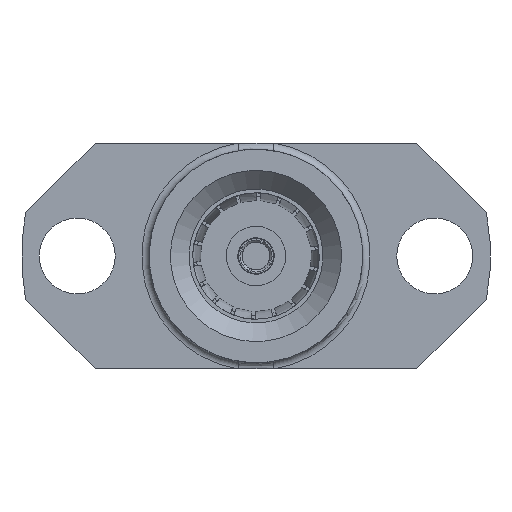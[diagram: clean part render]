
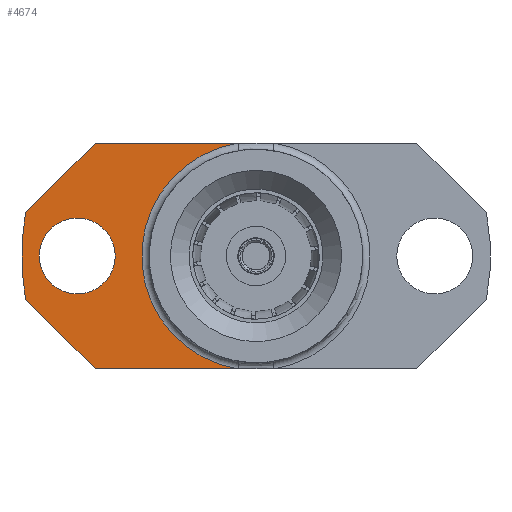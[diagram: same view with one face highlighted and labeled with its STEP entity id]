
A CAD part, left-side view. The second image highlights one B-rep face of the part: STEP entity #4674.
In plain terms, the highlighted planar face has unit normal (-1, 0, 0).
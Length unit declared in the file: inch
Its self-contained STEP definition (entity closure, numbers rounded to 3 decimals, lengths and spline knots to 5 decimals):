
#75 = CARTESIAN_POINT ( 'NONE',  ( 0.3248, 0.24016, 0. ) ) ;
#204 = DIRECTION ( 'NONE',  ( 0., 0.707, -0.707 ) ) ;
#213 = VERTEX_POINT ( 'NONE', #3565 ) ;
#389 = DIRECTION ( 'NONE',  ( 0., 0., -1. ) ) ;
#601 = ORIENTED_EDGE ( 'NONE', *, *, #1001, .T. ) ;
#682 = LINE ( 'NONE', #4577, #2137 ) ;
#830 = DIRECTION ( 'NONE',  ( 0., -1., 0. ) ) ;
#1001 = EDGE_CURVE ( 'NONE', #2144, #5327, #682, .T. ) ;
#1164 = CIRCLE ( 'NONE', #5886, 0.051 ) ;
#1352 = DIRECTION ( 'NONE',  ( 0., 0., 1. ) ) ;
#1397 = CARTESIAN_POINT ( 'NONE',  ( 0.3248, -0.41288, -0.15157 ) ) ;
#1427 = LINE ( 'NONE', #1531, #5368 ) ;
#1531 = CARTESIAN_POINT ( 'NONE',  ( 0.3248, 0.24564, -0.12203 ) ) ;
#1597 = CARTESIAN_POINT ( 'NONE',  ( 0.3248, 0., 0. ) ) ;
#1884 = CARTESIAN_POINT ( 'NONE',  ( 0.3248, 0.30955, 0.05811 ) ) ;
#1898 = CARTESIAN_POINT ( 'NONE',  ( 0.3248, 0., 0. ) ) ;
#1955 = DIRECTION ( 'NONE',  ( 0., -0.707, -0.707 ) ) ;
#2073 = CARTESIAN_POINT ( 'NONE',  ( 0.3248, 0.30955, -0.05811 ) ) ;
#2115 = ORIENTED_EDGE ( 'NONE', *, *, #3170, .F. ) ;
#2137 = VECTOR ( 'NONE', #204, 39.37008 ) ;
#2144 = VERTEX_POINT ( 'NONE', #3019 ) ;
#2325 = VECTOR ( 'NONE', #4921, 39.37008 ) ;
#2423 = CARTESIAN_POINT ( 'NONE',  ( 0.3248, 0.21609, -0.15157 ) ) ;
#2809 = VECTOR ( 'NONE', #830, 39.37008 ) ;
#2918 = EDGE_CURVE ( 'NONE', #5447, #2144, #4071, .T. ) ;
#3019 = CARTESIAN_POINT ( 'NONE',  ( 0.3248, 0.21609, 0.15157 ) ) ;
#3045 = CARTESIAN_POINT ( 'NONE',  ( 0.3248, 0.02423, -0.15157 ) ) ;
#3091 = CARTESIAN_POINT ( 'NONE',  ( 0.3248, -0.41288, 0.15157 ) ) ;
#3128 = AXIS2_PLACEMENT_3D ( 'NONE', #4262, #4712, #1352 ) ;
#3170 = EDGE_CURVE ( 'NONE', #6327, #5327, #4561, .T. ) ;
#3254 = EDGE_CURVE ( 'NONE', #213, #213, #1164, .T. ) ;
#3352 = FACE_OUTER_BOUND ( 'NONE', #5675, .T. ) ;
#3533 = EDGE_CURVE ( 'NONE', #5503, #3624, #6292, .T. ) ;
#3565 = CARTESIAN_POINT ( 'NONE',  ( 0.3248, 0.24016, 0.051 ) ) ;
#3624 = VERTEX_POINT ( 'NONE', #3045 ) ;
#3640 = DIRECTION ( 'NONE',  ( 1., 0., 0. ) ) ;
#3660 = EDGE_CURVE ( 'NONE', #6327, #5503, #1427, .T. ) ;
#3739 = ORIENTED_EDGE ( 'NONE', *, *, #2918, .T. ) ;
#3888 = CARTESIAN_POINT ( 'NONE',  ( 0.3248, 0.02423, 0.15157 ) ) ;
#3959 = ORIENTED_EDGE ( 'NONE', *, *, #3660, .T. ) ;
#4032 = DIRECTION ( 'NONE',  ( 0., 0., 1. ) ) ;
#4071 = LINE ( 'NONE', #3091, #2325 ) ;
#4262 = CARTESIAN_POINT ( 'NONE',  ( 0.3248, 0.12361, 0. ) ) ;
#4561 = CIRCLE ( 'NONE', #5271, 0.31496 ) ;
#4577 = CARTESIAN_POINT ( 'NONE',  ( 0.3248, 0.24564, 0.12203 ) ) ;
#4620 = EDGE_LOOP ( 'NONE', ( #6185 ) ) ;
#4674 = ADVANCED_FACE ( 'NONE', ( #5225, #3352 ), #4801, .T. ) ;
#4712 = DIRECTION ( 'NONE',  ( -1., 0., 0. ) ) ;
#4801 = PLANE ( 'NONE',  #3128 ) ;
#4921 = DIRECTION ( 'NONE',  ( 0., 1., 0. ) ) ;
#5016 = ORIENTED_EDGE ( 'NONE', *, *, #3533, .T. ) ;
#5137 = EDGE_CURVE ( 'NONE', #3624, #5447, #5603, .T. ) ;
#5225 = FACE_BOUND ( 'NONE', #4620, .T. ) ;
#5271 = AXIS2_PLACEMENT_3D ( 'NONE', #1898, #5336, #389 ) ;
#5327 = VERTEX_POINT ( 'NONE', #1884 ) ;
#5336 = DIRECTION ( 'NONE',  ( 1., 0., 0. ) ) ;
#5368 = VECTOR ( 'NONE', #1955, 39.37008 ) ;
#5447 = VERTEX_POINT ( 'NONE', #3888 ) ;
#5503 = VERTEX_POINT ( 'NONE', #2423 ) ;
#5603 = CIRCLE ( 'NONE', #6314, 0.1535 ) ;
#5628 = DIRECTION ( 'NONE',  ( 0., 0., 1. ) ) ;
#5675 = EDGE_LOOP ( 'NONE', ( #5016, #6089, #3739, #601, #2115, #3959 ) ) ;
#5886 = AXIS2_PLACEMENT_3D ( 'NONE', #75, #5919, #4032 ) ;
#5919 = DIRECTION ( 'NONE',  ( -1., 0., 0. ) ) ;
#6089 = ORIENTED_EDGE ( 'NONE', *, *, #5137, .T. ) ;
#6185 = ORIENTED_EDGE ( 'NONE', *, *, #3254, .F. ) ;
#6292 = LINE ( 'NONE', #1397, #2809 ) ;
#6314 = AXIS2_PLACEMENT_3D ( 'NONE', #1597, #3640, #5628 ) ;
#6327 = VERTEX_POINT ( 'NONE', #2073 ) ;
